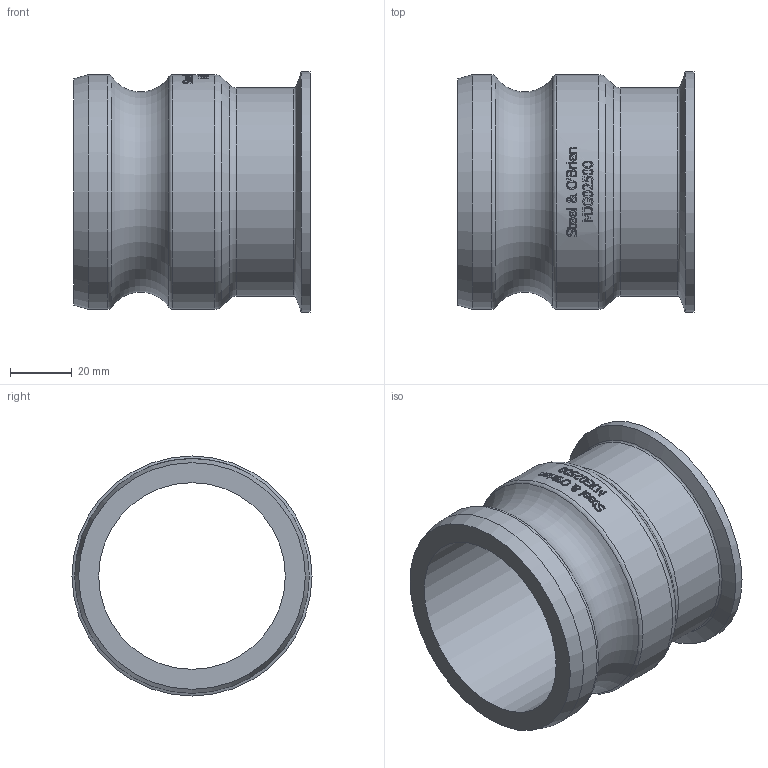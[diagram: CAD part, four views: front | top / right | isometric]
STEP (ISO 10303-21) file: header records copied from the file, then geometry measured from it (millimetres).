
FILE_DESCRIPTION(/* description */ (''),/* implementation_level */ '2;1');
FILE_NAME(/* name */ 'MJG02500.stp',/* time_stamp */ '2022-01-27T15:10:50-05:00',/* author */ ('rick'),/* organization */ (''),/* preprocessor_version */ 'ST-DEVELOPER v18.1',/* originating_system */ 'Autodesk Inventor 2020',/* authorisation */ '');
FILE_SCHEMA (('AUTOMOTIVE_DESIGN { 1 0 10303 214 3 1 1 }'));
Length unit declared in the file: inch
Products named in the file (1): MJG02500
Bounding box: 76.2 x 77.47 x 77.47 mm (x, y, z)
Volume: 86125.1 mm3; surface area: 37005.6 mm2
Topology: 1 solids, 1 shells, 373 faces, 1029 edges, 692 vertices
Faces by surface type: bspline 198, plane 123, cylinder 38, torus 9, cone 5
Full cylindrical faces by diameter (mm): 60.198 x1, 67.31 x1, 75.692 x2, 77.47 x1
Entity records: 16484 total; most frequent: CARTESIAN_POINT 8043, ORIENTED_EDGE 2058, DIRECTION 1182, EDGE_CURVE 1029, VERTEX_POINT 692, LINE 436, VECTOR 436, EDGE_LOOP 409
